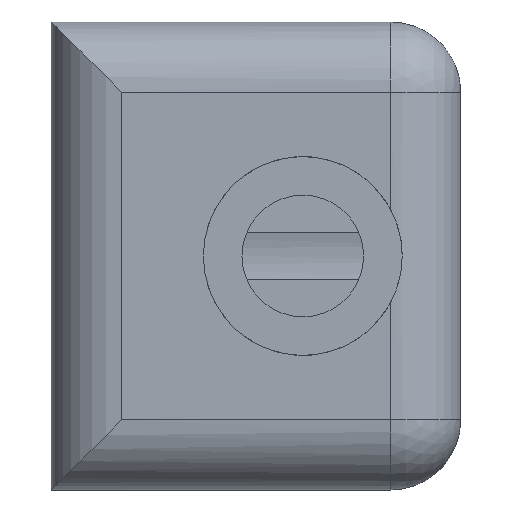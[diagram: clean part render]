
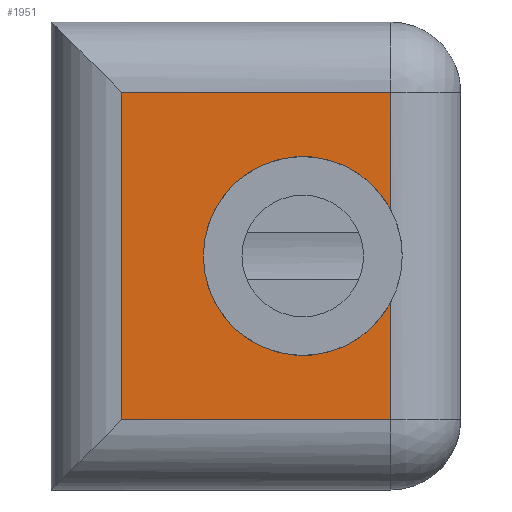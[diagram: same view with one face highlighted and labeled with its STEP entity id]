
A CAD part, left-side view. The second image highlights one B-rep face of the part: STEP entity #1951.
In plain terms, the highlighted planar face has unit normal (-1, 0, 0).
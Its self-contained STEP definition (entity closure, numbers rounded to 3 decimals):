
#33 = LINE ( 'NONE', #1199, #34 ) ;
#34 = VECTOR ( 'NONE', #1191, 1000. ) ;
#51 = VERTEX_POINT ( 'NONE', #282 ) ;
#56 = VERTEX_POINT ( 'NONE', #372 ) ;
#62 = VERTEX_POINT ( 'NONE', #292 ) ;
#136 = VERTEX_POINT ( 'NONE', #288 ) ;
#145 = EDGE_CURVE ( 'NONE', #1893, #56, #1491, .T. ) ;
#146 = EDGE_CURVE ( 'NONE', #1893, #51, #1498, .T. ) ;
#147 = EDGE_CURVE ( 'NONE', #1885, #136, #1501, .T. ) ;
#148 = EDGE_CURVE ( 'NONE', #1882, #1885, #33, .T. ) ;
#199 = EDGE_CURVE ( 'NONE', #62, #1882, #1150, .T. ) ;
#200 = EDGE_CURVE ( 'NONE', #56, #62, #1123, .T. ) ;
#224 = CIRCLE ( 'NONE', #2141, 4.25 ) ;
#275 = CARTESIAN_POINT ( 'NONE',  ( -12., -11.5, 10. ) ) ;
#282 = CARTESIAN_POINT ( 'NONE',  ( -12., -3.5, 0. ) ) ;
#288 = CARTESIAN_POINT ( 'NONE',  ( -12., -11.5, -2. ) ) ;
#292 = CARTESIAN_POINT ( 'NONE',  ( -12., 0., 7. ) ) ;
#307 = DIRECTION ( 'NONE',  ( 0., 0., 1. ) ) ;
#372 = CARTESIAN_POINT ( 'NONE',  ( -12., -11.5, 7. ) ) ;
#503 = ORIENTED_EDGE ( 'NONE', *, *, #146, .F. ) ;
#504 = ORIENTED_EDGE ( 'NONE', *, *, #148, .T. ) ;
#506 = ORIENTED_EDGE ( 'NONE', *, *, #1667, .F. ) ;
#507 = ORIENTED_EDGE ( 'NONE', *, *, #147, .T. ) ;
#536 = ORIENTED_EDGE ( 'NONE', *, *, #199, .T. ) ;
#537 = ORIENTED_EDGE ( 'NONE', *, *, #200, .T. ) ;
#538 = ORIENTED_EDGE ( 'NONE', *, *, #145, .T. ) ;
#713 = EDGE_LOOP ( 'NONE', ( #504, #507, #506, #503, #538, #537, #536 ) ) ;
#950 = DIRECTION ( 'NONE',  ( 0., -1., 0. ) ) ;
#972 = DIRECTION ( 'NONE',  ( -1., 0., 0. ) ) ;
#982 = CARTESIAN_POINT ( 'NONE',  ( -12., -7.75, 0. ) ) ;
#1031 = CARTESIAN_POINT ( 'NONE',  ( -12., -11.5, 2. ) ) ;
#1038 = CARTESIAN_POINT ( 'NONE',  ( -12., -11.5, -7. ) ) ;
#1040 = CARTESIAN_POINT ( 'NONE',  ( -12., 0., -7. ) ) ;
#1121 = VECTOR ( 'NONE', #1299, 1000. ) ;
#1123 = LINE ( 'NONE', #1262, #1121 ) ;
#1138 = VECTOR ( 'NONE', #1241, 1000. ) ;
#1150 = LINE ( 'NONE', #1242, #1138 ) ;
#1168 = DIRECTION ( 'NONE',  ( 0., 0., 1. ) ) ;
#1186 = DIRECTION ( 'NONE',  ( 0., -1., 0. ) ) ;
#1191 = DIRECTION ( 'NONE',  ( 0., -1., 0. ) ) ;
#1193 = DIRECTION ( 'NONE',  ( -1., 0., 0. ) ) ;
#1199 = CARTESIAN_POINT ( 'NONE',  ( -12., -14.5, -7. ) ) ;
#1239 = CARTESIAN_POINT ( 'NONE',  ( -12., -11.5, 10. ) ) ;
#1241 = DIRECTION ( 'NONE',  ( 0., 0., -1. ) ) ;
#1242 = CARTESIAN_POINT ( 'NONE',  ( -12., 0., 10. ) ) ;
#1262 = CARTESIAN_POINT ( 'NONE',  ( -12., 3., 7. ) ) ;
#1299 = DIRECTION ( 'NONE',  ( 0., 1., 0. ) ) ;
#1303 = CARTESIAN_POINT ( 'NONE',  ( -12., -7.75, 0. ) ) ;
#1491 = LINE ( 'NONE', #275, #1494 ) ;
#1494 = VECTOR ( 'NONE', #307, 1000. ) ;
#1498 = CIRCLE ( 'NONE', #2124, 4.25 ) ;
#1501 = LINE ( 'NONE', #1239, #1732 ) ;
#1597 = CARTESIAN_POINT ( 'NONE',  ( -12., 3., 10. ) ) ;
#1603 = DIRECTION ( 'NONE',  ( 1., 0., 0. ) ) ;
#1604 = DIRECTION ( 'NONE',  ( 0., 1., 0. ) ) ;
#1606 = PLANE ( 'NONE',  #2197 ) ;
#1667 = EDGE_CURVE ( 'NONE', #51, #136, #224, .T. ) ;
#1732 = VECTOR ( 'NONE', #1168, 1000. ) ;
#1882 = VERTEX_POINT ( 'NONE', #1040 ) ;
#1885 = VERTEX_POINT ( 'NONE', #1038 ) ;
#1893 = VERTEX_POINT ( 'NONE', #1031 ) ;
#1951 = ADVANCED_FACE ( 'NONE', ( #2286 ), #1606, .F. ) ;
#2124 = AXIS2_PLACEMENT_3D ( 'NONE', #1303, #1193, #1186 ) ;
#2141 = AXIS2_PLACEMENT_3D ( 'NONE', #982, #972, #950 ) ;
#2197 = AXIS2_PLACEMENT_3D ( 'NONE', #1597, #1603, #1604 ) ;
#2286 = FACE_OUTER_BOUND ( 'NONE', #713, .T. ) ;
